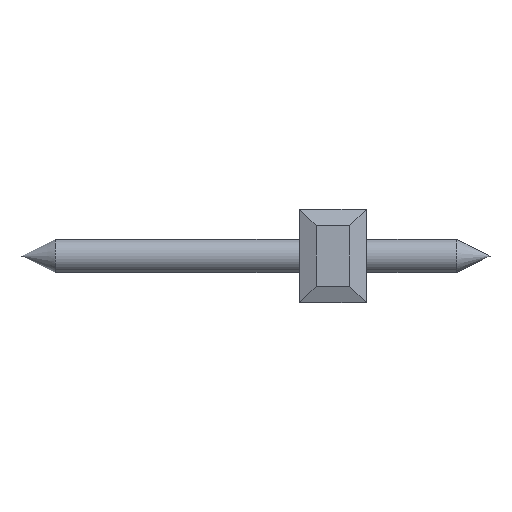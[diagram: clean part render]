
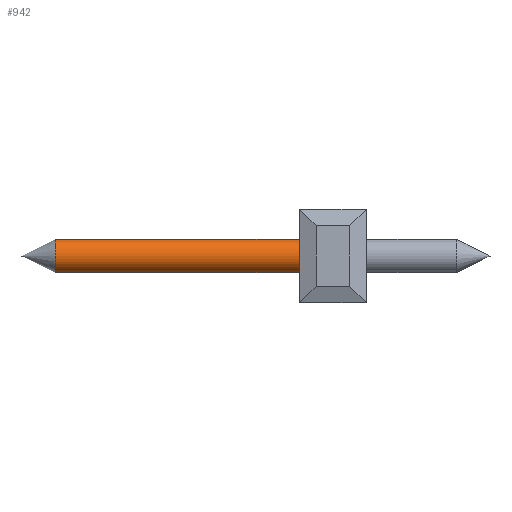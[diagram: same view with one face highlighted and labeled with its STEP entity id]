
A CAD part, left-side view. The second image highlights one B-rep face of the part: STEP entity #942.
In plain terms, the highlighted cylindrical face has radius 0.5 mm (diameter 1 mm), a full revolution.
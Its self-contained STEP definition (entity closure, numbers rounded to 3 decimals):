
#942 = ADVANCED_FACE( '', ( #2407, #2408 ), #2409, .T. );
#2407 = FACE_OUTER_BOUND( '', #4478, .T. );
#2408 = FACE_OUTER_BOUND( '', #4479, .T. );
#2409 = CYLINDRICAL_SURFACE( '', #4480, 0.5 );
#4478 = EDGE_LOOP( '', ( #7272 ) );
#4479 = EDGE_LOOP( '', ( #7273 ) );
#4480 = AXIS2_PLACEMENT_3D( '', #7274, #7275, #7276 );
#7272 = ORIENTED_EDGE( '', *, *, #12155, .F. );
#7273 = ORIENTED_EDGE( '', *, *, #12156, .T. );
#7274 = CARTESIAN_POINT( '', ( 140.185, 131.078, 111.3 ) );
#7275 = DIRECTION( '', ( 0., 1., 0. ) );
#7276 = DIRECTION( '', ( 1., 0., 0. ) );
#12155 = EDGE_CURVE( '', #14662, #14662, #14663, .F. );
#12156 = EDGE_CURVE( '', #14664, #14664, #14665, .F. );
#14662 = VERTEX_POINT( '', #18016 );
#14663 = CIRCLE( '', #18017, 0.5 );
#14664 = VERTEX_POINT( '', #18018 );
#14665 = CIRCLE( '', #18019, 0.5 );
#18016 = CARTESIAN_POINT( '', ( 139.685, 122.578, 111.3 ) );
#18017 = AXIS2_PLACEMENT_3D( '', #21100, #21101, #21102 );
#18018 = CARTESIAN_POINT( '', ( 139.685, 130.078, 111.3 ) );
#18019 = AXIS2_PLACEMENT_3D( '', #21103, #21104, #21105 );
#21100 = CARTESIAN_POINT( '', ( 140.185, 122.578, 111.3 ) );
#21101 = DIRECTION( '', ( 0., 1., 0. ) );
#21102 = DIRECTION( '', ( -1., 0., 0. ) );
#21103 = CARTESIAN_POINT( '', ( 140.185, 130.078, 111.3 ) );
#21104 = DIRECTION( '', ( 0., 1., 0. ) );
#21105 = DIRECTION( '', ( -1., 0., 0. ) );
